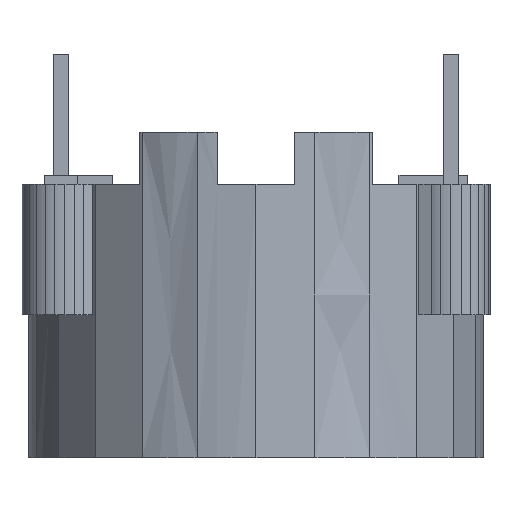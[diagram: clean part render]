
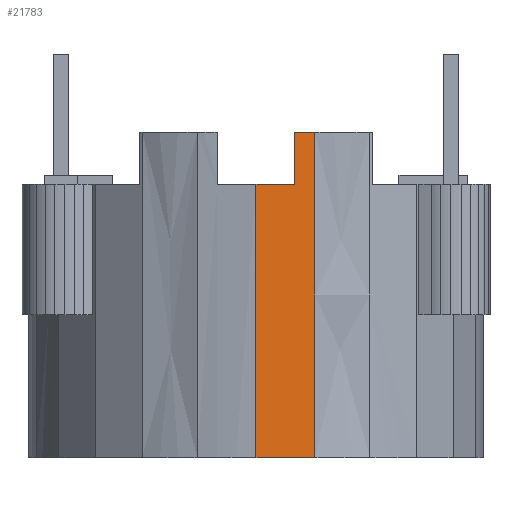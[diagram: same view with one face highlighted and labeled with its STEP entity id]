
A CAD part, left-side view. The second image highlights one B-rep face of the part: STEP entity #21783.
In plain terms, the highlighted planar face has unit normal (-0.991, -0.131, 0).
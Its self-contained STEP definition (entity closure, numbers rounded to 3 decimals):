
#2621 = PLANE('',#2622);
#2622 = AXIS2_PLACEMENT_3D('',#2623,#2624,#2625);
#2623 = CARTESIAN_POINT('',(8.75,0.,0.));
#2624 = DIRECTION('',(0.,0.,-1.));
#2625 = DIRECTION('',(-1.,0.,0.));
#3053 = VERTEX_POINT('',#3054);
#3054 = CARTESIAN_POINT('',(-8.452,-2.265,0.));
#3073 = CONICAL_SURFACE('',#3074,8.75,0.3);
#3074 = AXIS2_PLACEMENT_3D('',#3075,#3076,#3077);
#3075 = CARTESIAN_POINT('',(0.,0.,
    0.));
#3076 = DIRECTION('',(0.29,0.12,-0.949));
#3077 = DIRECTION('',(-0.956,0.,-0.293));
#3107 = EDGE_CURVE('',#3108,#3053,#3110,.T.);
#3108 = VERTEX_POINT('',#3109);
#3109 = CARTESIAN_POINT('',(-8.75,0.,0.));
#3110 = SURFACE_CURVE('',#3111,(#3115,#3122),.PCURVE_S1.);
#3111 = LINE('',#3112,#3113);
#3112 = CARTESIAN_POINT('',(-8.75,0.,0.));
#3113 = VECTOR('',#3114,1.);
#3114 = DIRECTION('',(0.131,-0.991,0.));
#3115 = PCURVE('',#2621,#3116);
#3116 = DEFINITIONAL_REPRESENTATION('',(#3117),#3121);
#3117 = LINE('',#3118,#3119);
#3118 = CARTESIAN_POINT('',(17.5,0.));
#3119 = VECTOR('',#3120,1.);
#3120 = DIRECTION('',(-0.131,-0.991));
#3121 = ( GEOMETRIC_REPRESENTATION_CONTEXT(2) 
PARAMETRIC_REPRESENTATION_CONTEXT() REPRESENTATION_CONTEXT('2D SPACE',''
  ) );
#3122 = PCURVE('',#3123,#3128);
#3123 = PLANE('',#3124);
#3124 = AXIS2_PLACEMENT_3D('',#3125,#3126,#3127);
#3125 = CARTESIAN_POINT('',(-8.75,0.,0.));
#3126 = DIRECTION('',(-0.991,-0.131,
    0.));
#3127 = DIRECTION('',(0.131,-0.991,0.
    ));
#3128 = DEFINITIONAL_REPRESENTATION('',(#3129),#3133);
#3129 = LINE('',#3130,#3131);
#3130 = CARTESIAN_POINT('',(0.,0.));
#3131 = VECTOR('',#3132,1.);
#3132 = DIRECTION('',(1.,0.));
#3133 = ( GEOMETRIC_REPRESENTATION_CONTEXT(2) 
PARAMETRIC_REPRESENTATION_CONTEXT() REPRESENTATION_CONTEXT('2D SPACE',''
  ) );
#3156 = PLANE('',#3157);
#3157 = AXIS2_PLACEMENT_3D('',#3158,#3159,#3160);
#3158 = CARTESIAN_POINT('',(-8.452,2.265,0.));
#3159 = DIRECTION('',(-0.991,0.131,0.)
  );
#3160 = DIRECTION('',(-0.131,-0.991,0.));
#16899 = PLANE('',#16900);
#16900 = AXIS2_PLACEMENT_3D('',#16901,#16902,#16903);
#16901 = CARTESIAN_POINT('',(-8.452,-2.265,12.5));
#16902 = DIRECTION('',(0.,0.,1.));
#16903 = DIRECTION('',(1.,0.,0.));
#21137 = VERTEX_POINT('',#21138);
#21138 = CARTESIAN_POINT('',(-8.452,-2.265,12.5));
#21318 = VERTEX_POINT('',#21319);
#21319 = CARTESIAN_POINT('',(-8.554,-1.487,12.5));
#21333 = PLANE('',#21334);
#21334 = AXIS2_PLACEMENT_3D('',#21335,#21336,#21337);
#21335 = CARTESIAN_POINT('',(-7.546,-1.487,10.5));
#21336 = DIRECTION('',(0.,1.,0.));
#21337 = DIRECTION('',(0.,0.,1.));
#21345 = EDGE_CURVE('',#21318,#21137,#21346,.T.);
#21346 = SURFACE_CURVE('',#21347,(#21351,#21358),.PCURVE_S1.);
#21347 = LINE('',#21348,#21349);
#21348 = CARTESIAN_POINT('',(-8.554,-1.487,12.5));
#21349 = VECTOR('',#21350,1.);
#21350 = DIRECTION('',(0.131,-0.991,0.));
#21351 = PCURVE('',#16899,#21352);
#21352 = DEFINITIONAL_REPRESENTATION('',(#21353),#21357);
#21353 = LINE('',#21354,#21355);
#21354 = CARTESIAN_POINT('',(-0.102,0.777));
#21355 = VECTOR('',#21356,1.);
#21356 = DIRECTION('',(0.131,-0.991));
#21357 = ( GEOMETRIC_REPRESENTATION_CONTEXT(2) 
PARAMETRIC_REPRESENTATION_CONTEXT() REPRESENTATION_CONTEXT('2D SPACE',''
  ) );
#21358 = PCURVE('',#3123,#21359);
#21359 = DEFINITIONAL_REPRESENTATION('',(#21360),#21364);
#21360 = LINE('',#21361,#21362);
#21361 = CARTESIAN_POINT('',(1.5,12.5));
#21362 = VECTOR('',#21363,1.);
#21363 = DIRECTION('',(1.,0.));
#21364 = ( GEOMETRIC_REPRESENTATION_CONTEXT(2) 
PARAMETRIC_REPRESENTATION_CONTEXT() REPRESENTATION_CONTEXT('2D SPACE',''
  ) );
#21372 = VERTEX_POINT('',#21373);
#21373 = CARTESIAN_POINT('',(-8.554,-1.487,10.5));
#21387 = PLANE('',#21388);
#21388 = AXIS2_PLACEMENT_3D('',#21389,#21390,#21391);
#21389 = CARTESIAN_POINT('',(-7.741,0.,10.5));
#21390 = DIRECTION('',(0.,0.,1.));
#21391 = DIRECTION('',(1.,0.,0.));
#21399 = EDGE_CURVE('',#21372,#21318,#21400,.T.);
#21400 = SURFACE_CURVE('',#21401,(#21405,#21412),.PCURVE_S1.);
#21401 = LINE('',#21402,#21403);
#21402 = CARTESIAN_POINT('',(-8.554,-1.487,10.5));
#21403 = VECTOR('',#21404,1.);
#21404 = DIRECTION('',(0.,0.,1.));
#21405 = PCURVE('',#21333,#21406);
#21406 = DEFINITIONAL_REPRESENTATION('',(#21407),#21411);
#21407 = LINE('',#21408,#21409);
#21408 = CARTESIAN_POINT('',(0.,-1.009));
#21409 = VECTOR('',#21410,1.);
#21410 = DIRECTION('',(1.,0.));
#21411 = ( GEOMETRIC_REPRESENTATION_CONTEXT(2) 
PARAMETRIC_REPRESENTATION_CONTEXT() REPRESENTATION_CONTEXT('2D SPACE',''
  ) );
#21412 = PCURVE('',#3123,#21413);
#21413 = DEFINITIONAL_REPRESENTATION('',(#21414),#21418);
#21414 = LINE('',#21415,#21416);
#21415 = CARTESIAN_POINT('',(1.5,10.5));
#21416 = VECTOR('',#21417,1.);
#21417 = DIRECTION('',(0.,1.));
#21418 = ( GEOMETRIC_REPRESENTATION_CONTEXT(2) 
PARAMETRIC_REPRESENTATION_CONTEXT() REPRESENTATION_CONTEXT('2D SPACE',''
  ) );
#21504 = VERTEX_POINT('',#21505);
#21505 = CARTESIAN_POINT('',(-8.75,0.,10.5));
#21526 = EDGE_CURVE('',#21504,#21372,#21527,.T.);
#21527 = SURFACE_CURVE('',#21528,(#21532,#21539),.PCURVE_S1.);
#21528 = LINE('',#21529,#21530);
#21529 = CARTESIAN_POINT('',(-8.75,0.,10.5));
#21530 = VECTOR('',#21531,1.);
#21531 = DIRECTION('',(0.131,-0.991,0.));
#21532 = PCURVE('',#21387,#21533);
#21533 = DEFINITIONAL_REPRESENTATION('',(#21534),#21538);
#21534 = LINE('',#21535,#21536);
#21535 = CARTESIAN_POINT('',(-1.009,0.));
#21536 = VECTOR('',#21537,1.);
#21537 = DIRECTION('',(0.131,-0.991));
#21538 = ( GEOMETRIC_REPRESENTATION_CONTEXT(2) 
PARAMETRIC_REPRESENTATION_CONTEXT() REPRESENTATION_CONTEXT('2D SPACE',''
  ) );
#21539 = PCURVE('',#3123,#21540);
#21540 = DEFINITIONAL_REPRESENTATION('',(#21541),#21545);
#21541 = LINE('',#21542,#21543);
#21542 = CARTESIAN_POINT('',(0.,10.5));
#21543 = VECTOR('',#21544,1.);
#21544 = DIRECTION('',(1.,0.));
#21545 = ( GEOMETRIC_REPRESENTATION_CONTEXT(2) 
PARAMETRIC_REPRESENTATION_CONTEXT() REPRESENTATION_CONTEXT('2D SPACE',''
  ) );
#21783 = ADVANCED_FACE('',(#21784),#3123,.T.);
#21784 = FACE_BOUND('',#21785,.T.);
#21785 = EDGE_LOOP('',(#21786,#21787,#21830,#21831,#21832,#21833));
#21786 = ORIENTED_EDGE('',*,*,#3107,.T.);
#21787 = ORIENTED_EDGE('',*,*,#21788,.T.);
#21788 = EDGE_CURVE('',#3053,#21137,#21789,.T.);
#21789 = SURFACE_CURVE('',#21790,(#21794,#21801),.PCURVE_S1.);
#21790 = LINE('',#21791,#21792);
#21791 = CARTESIAN_POINT('',(-8.452,-2.265,0.));
#21792 = VECTOR('',#21793,1.);
#21793 = DIRECTION('',(0.,0.,1.));
#21794 = PCURVE('',#3123,#21795);
#21795 = DEFINITIONAL_REPRESENTATION('',(#21796),#21800);
#21796 = LINE('',#21797,#21798);
#21797 = CARTESIAN_POINT('',(2.284,0.));
#21798 = VECTOR('',#21799,1.);
#21799 = DIRECTION('',(0.,1.));
#21800 = ( GEOMETRIC_REPRESENTATION_CONTEXT(2) 
PARAMETRIC_REPRESENTATION_CONTEXT() REPRESENTATION_CONTEXT('2D SPACE',''
  ) );
#21801 = PCURVE('',#3073,#21802);
#21802 = DEFINITIONAL_REPRESENTATION('',(#21803),#21829);
#21803 = B_SPLINE_CURVE_WITH_KNOTS('',3,(#21804,#21805,#21806,#21807,
    #21808,#21809,#21810,#21811,#21812,#21813,#21814,#21815,#21816,
    #21817,#21818,#21819,#21820,#21821,#21822,#21823,#21824,#21825,
    #21826,#21827,#21828),.UNSPECIFIED.,.F.,.F.,(4,1,1,1,1,1,1,1,1,1,1,1
    ,1,1,1,1,1,1,1,1,1,1,4),(0.,0.568,1.136,
    1.705,2.273,2.841,3.409,
    3.977,4.545,5.114,5.682,6.25,
    6.818,7.386,7.955,8.523,
    9.091,9.659,10.227,10.795,
    11.364,11.932,12.5),.QUASI_UNIFORM_KNOTS.);
#21804 = CARTESIAN_POINT('',(6.046,-2.612));
#21805 = CARTESIAN_POINT('',(6.047,-2.793));
#21806 = CARTESIAN_POINT('',(6.049,-3.154));
#21807 = CARTESIAN_POINT('',(6.052,-3.697));
#21808 = CARTESIAN_POINT('',(6.056,-4.239));
#21809 = CARTESIAN_POINT('',(6.059,-4.781));
#21810 = CARTESIAN_POINT('',(6.063,-5.323));
#21811 = CARTESIAN_POINT('',(6.067,-5.865));
#21812 = CARTESIAN_POINT('',(6.071,-6.407));
#21813 = CARTESIAN_POINT('',(6.075,-6.949));
#21814 = CARTESIAN_POINT('',(6.079,-7.491));
#21815 = CARTESIAN_POINT('',(6.084,-8.033));
#21816 = CARTESIAN_POINT('',(6.089,-8.575));
#21817 = CARTESIAN_POINT('',(6.094,-9.117));
#21818 = CARTESIAN_POINT('',(6.099,-9.659));
#21819 = CARTESIAN_POINT('',(6.105,-10.2));
#21820 = CARTESIAN_POINT('',(6.111,-10.742));
#21821 = CARTESIAN_POINT('',(6.118,-11.284));
#21822 = CARTESIAN_POINT('',(6.125,-11.825));
#21823 = CARTESIAN_POINT('',(6.132,-12.367));
#21824 = CARTESIAN_POINT('',(6.14,-12.908));
#21825 = CARTESIAN_POINT('',(6.149,-13.45));
#21826 = CARTESIAN_POINT('',(6.158,-13.991));
#21827 = CARTESIAN_POINT('',(6.164,-14.352));
#21828 = CARTESIAN_POINT('',(6.168,-14.532));
#21829 = ( GEOMETRIC_REPRESENTATION_CONTEXT(2) 
PARAMETRIC_REPRESENTATION_CONTEXT() REPRESENTATION_CONTEXT('2D SPACE',''
  ) );
#21830 = ORIENTED_EDGE('',*,*,#21345,.F.);
#21831 = ORIENTED_EDGE('',*,*,#21399,.F.);
#21832 = ORIENTED_EDGE('',*,*,#21526,.F.);
#21833 = ORIENTED_EDGE('',*,*,#21834,.F.);
#21834 = EDGE_CURVE('',#3108,#21504,#21835,.T.);
#21835 = SURFACE_CURVE('',#21836,(#21840,#21847),.PCURVE_S1.);
#21836 = LINE('',#21837,#21838);
#21837 = CARTESIAN_POINT('',(-8.75,0.,0.));
#21838 = VECTOR('',#21839,1.);
#21839 = DIRECTION('',(0.,0.,1.));
#21840 = PCURVE('',#3123,#21841);
#21841 = DEFINITIONAL_REPRESENTATION('',(#21842),#21846);
#21842 = LINE('',#21843,#21844);
#21843 = CARTESIAN_POINT('',(0.,0.));
#21844 = VECTOR('',#21845,1.);
#21845 = DIRECTION('',(0.,1.));
#21846 = ( GEOMETRIC_REPRESENTATION_CONTEXT(2) 
PARAMETRIC_REPRESENTATION_CONTEXT() REPRESENTATION_CONTEXT('2D SPACE',''
  ) );
#21847 = PCURVE('',#3156,#21848);
#21848 = DEFINITIONAL_REPRESENTATION('',(#21849),#21853);
#21849 = LINE('',#21850,#21851);
#21850 = CARTESIAN_POINT('',(2.284,0.));
#21851 = VECTOR('',#21852,1.);
#21852 = DIRECTION('',(0.,1.));
#21853 = ( GEOMETRIC_REPRESENTATION_CONTEXT(2) 
PARAMETRIC_REPRESENTATION_CONTEXT() REPRESENTATION_CONTEXT('2D SPACE',''
  ) );
